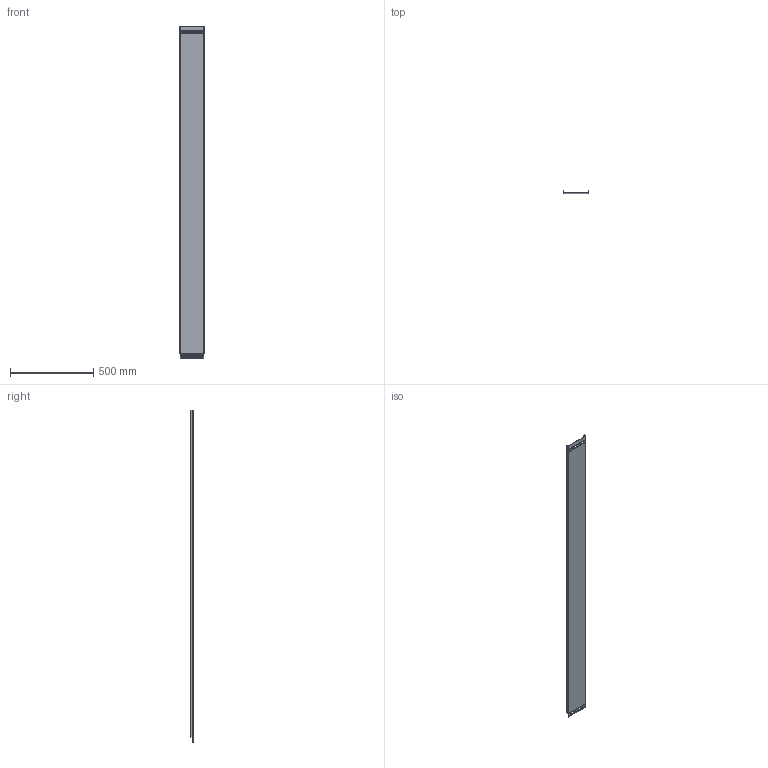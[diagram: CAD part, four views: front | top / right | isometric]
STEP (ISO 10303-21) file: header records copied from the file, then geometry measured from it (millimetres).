
FILE_DESCRIPTION((''),'2;1');
FILE_NAME('715150_PRT','2018-11-09T09:59:00',('tomasz.grudniewski'),(''),'CREO PARAMETRIC BY PTC INC, 2018260','CREO PARAMETRIC BY PTC INC, 2018260','');
FILE_SCHEMA(('CONFIG_CONTROL_DESIGN'));
Length unit declared in the file: millimetre
Products named in the file (1): 715150_PRT
Bounding box: 150 x 15 x 2000 mm (x, y, z)
Volume: 519534.7 mm3; surface area: 700821.8 mm2
Topology: 1 solids, 1 shells, 112 faces, 314 edges, 204 vertices
Faces by surface type: plane 64, cylinder 48
Entity records: 3732 total; most frequent: DIRECTION 634, CARTESIAN_POINT 630, ORIENTED_EDGE 628, EDGE_CURVE 314, VECTOR 218, LINE 218, AXIS2_PLACEMENT_3D 208, VERTEX_POINT 204
